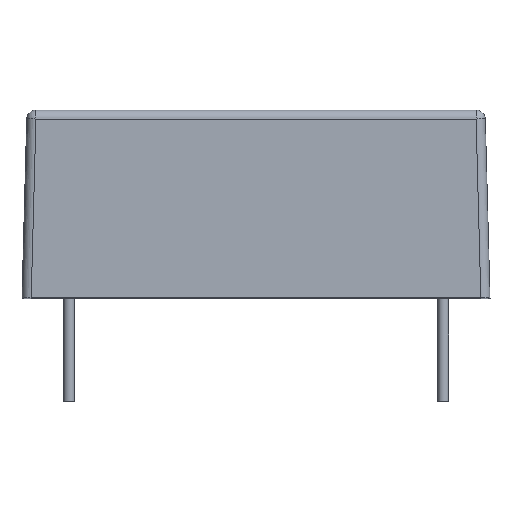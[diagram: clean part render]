
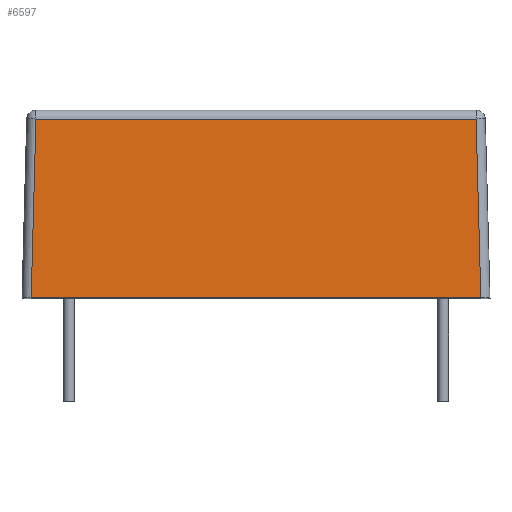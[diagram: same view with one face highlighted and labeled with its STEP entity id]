
A CAD part, top view. The second image highlights one B-rep face of the part: STEP entity #6597.
In plain terms, the highlighted face is planar.
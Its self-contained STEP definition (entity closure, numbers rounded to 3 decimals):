
#387 = ORIENTED_EDGE ( 'NONE', *, *, #8202, .F. ) ;
#692 = LINE ( 'NONE', #14529, #974 ) ;
#711 = EDGE_CURVE ( 'NONE', #2421, #11560, #11255, .T. ) ;
#974 = VECTOR ( 'NONE', #3125, 1000. ) ;
#1559 = VERTEX_POINT ( 'NONE', #5429 ) ;
#1641 = EDGE_CURVE ( 'NONE', #11560, #12469, #9585, .T. ) ;
#2421 = VERTEX_POINT ( 'NONE', #6700 ) ;
#2505 = AXIS2_PLACEMENT_3D ( 'NONE', #3803, #8885, #7482 ) ;
#2559 = PLANE ( 'NONE',  #2505 ) ;
#2645 = CARTESIAN_POINT ( 'NONE',  ( 12.202, 0.052, -12.701 ) ) ;
#2801 = CARTESIAN_POINT ( 'NONE',  ( -11.946, -9.713, -12.446 ) ) ;
#3125 = DIRECTION ( 'NONE',  ( -1., 0., 0. ) ) ;
#3803 = CARTESIAN_POINT ( 'NONE',  ( 14.174, 0., -12.7 ) ) ;
#4921 = DIRECTION ( 'NONE',  ( -1., 0., 0. ) ) ;
#5429 = CARTESIAN_POINT ( 'NONE',  ( 12.2, 0., -12.7 ) ) ;
#5773 = CARTESIAN_POINT ( 'NONE',  ( -12.182, -0.69, -12.682 ) ) ;
#6597 = ADVANCED_FACE ( 'NONE', ( #10132 ), #2559, .T. ) ;
#6625 = ORIENTED_EDGE ( 'NONE', *, *, #1641, .T. ) ;
#6700 = CARTESIAN_POINT ( 'NONE',  ( 11.946, -9.713, -12.446 ) ) ;
#6701 = CARTESIAN_POINT ( 'NONE',  ( -12.2, 0., -12.7 ) ) ;
#7482 = DIRECTION ( 'NONE',  ( 0., -1., 0.026 ) ) ;
#7726 = DIRECTION ( 'NONE',  ( -0.026, -0.999, 0.026 ) ) ;
#8100 = DIRECTION ( 'NONE',  ( -0.026, 0.999, -0.026 ) ) ;
#8202 = EDGE_CURVE ( 'NONE', #1559, #12469, #692, .T. ) ;
#8748 = ORIENTED_EDGE ( 'NONE', *, *, #711, .T. ) ;
#8885 = DIRECTION ( 'NONE',  ( 0., -0.026, -1. ) ) ;
#9009 = VECTOR ( 'NONE', #7726, 1000. ) ;
#9098 = VECTOR ( 'NONE', #8100, 1000. ) ;
#9585 = LINE ( 'NONE', #5773, #9098 ) ;
#10130 = VECTOR ( 'NONE', #4921, 1000. ) ;
#10132 = FACE_OUTER_BOUND ( 'NONE', #11272, .T. ) ;
#11255 = LINE ( 'NONE', #16346, #10130 ) ;
#11272 = EDGE_LOOP ( 'NONE', ( #15957, #8748, #6625, #387 ) ) ;
#11560 = VERTEX_POINT ( 'NONE', #2801 ) ;
#12469 = VERTEX_POINT ( 'NONE', #6701 ) ;
#13531 = EDGE_CURVE ( 'NONE', #1559, #2421, #14052, .T. ) ;
#14052 = LINE ( 'NONE', #2645, #9009 ) ;
#14529 = CARTESIAN_POINT ( 'NONE',  ( 12.6, 0., -12.7 ) ) ;
#15957 = ORIENTED_EDGE ( 'NONE', *, *, #13531, .T. ) ;
#16346 = CARTESIAN_POINT ( 'NONE',  ( -11.933, -9.713, -12.446 ) ) ;
